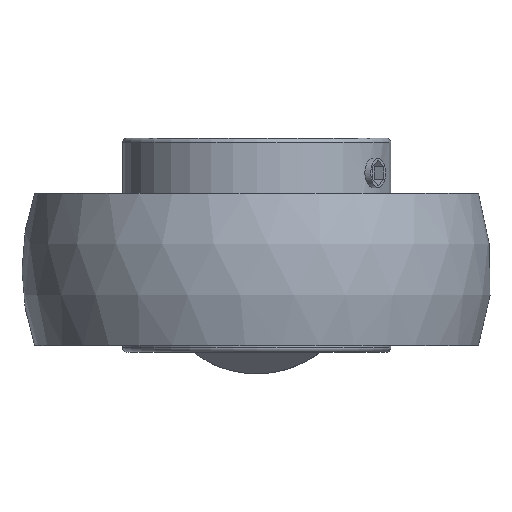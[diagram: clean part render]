
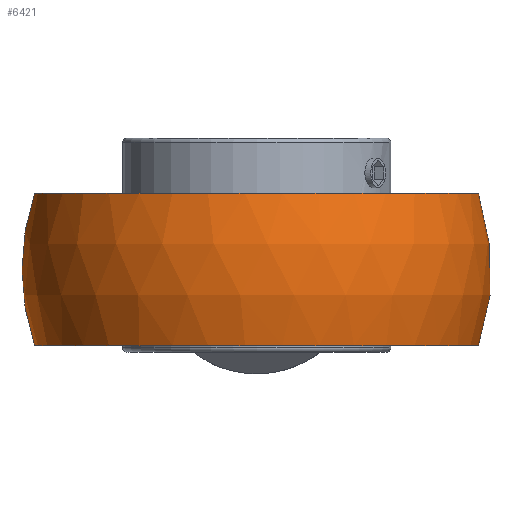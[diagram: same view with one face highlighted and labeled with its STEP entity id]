
A CAD part, front view. The second image highlights one B-rep face of the part: STEP entity #6421.
In plain terms, the highlighted spherical face has radius 54 mm.
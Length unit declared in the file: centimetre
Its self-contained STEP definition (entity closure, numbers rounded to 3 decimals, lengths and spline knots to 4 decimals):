
#6333=CARTESIAN_POINT('',(0.,0.,0.));
#6334=DIRECTION('',(0.,0.,1.));
#6335=DIRECTION('',(1.,0.,0.));
#6336=AXIS2_PLACEMENT_3D('',#6333,#6334,#6335);
#6337=SPHERICAL_SURFACE('',#6336,5.4);
#6338=CARTESIAN_POINT('',(-5.1086,0.,1.75));
#6339=VERTEX_POINT('',#6338);
#6340=CARTESIAN_POINT('',(-5.1086,0.,-1.75));
#6341=VERTEX_POINT('',#6340);
#6342=CARTESIAN_POINT('',(0.,0.,0.));
#6343=DIRECTION('',(-0.,-1.,0.));
#6344=DIRECTION('',(-1.,0.,0.));
#6345=AXIS2_PLACEMENT_3D('',#6342,#6343,#6344);
#6346=CIRCLE('',#6345,5.4);
#6347=EDGE_CURVE('',#6339,#6341,#6346,.T.);
#6348=ORIENTED_EDGE('',*,*,#6347,.T.);
#6349=CARTESIAN_POINT('',(1.6424,4.8374,-1.75));
#6350=VERTEX_POINT('',#6349);
#6351=CARTESIAN_POINT('',(0.,0.,-1.75));
#6352=DIRECTION('',(-0.,-0.,-1.));
#6353=DIRECTION('',(0.,-1.,0.));
#6354=AXIS2_PLACEMENT_3D('',#6351,#6352,#6353);
#6355=CIRCLE('',#6354,5.1086);
#6356=EDGE_CURVE('',#6350,#6341,#6355,.T.);
#6357=ORIENTED_EDGE('',*,*,#6356,.F.);
#6358=CARTESIAN_POINT('',(2.3812,4.8374,-0.3));
#6359=VERTEX_POINT('',#6358);
#6360=CARTESIAN_POINT('',(0.,4.8374,0.));
#6361=DIRECTION('',(-0.,1.,0.));
#6362=DIRECTION('',(1.,0.,0.));
#6363=AXIS2_PLACEMENT_3D('',#6360,#6361,#6362);
#6364=CIRCLE('',#6363,2.4);
#6365=EDGE_CURVE('',#6359,#6350,#6364,.T.);
#6366=ORIENTED_EDGE('',*,*,#6365,.F.);
#6367=CARTESIAN_POINT('',(5.3406,0.74,-0.3));
#6368=VERTEX_POINT('',#6367);
#6369=CARTESIAN_POINT('',(-0.,0.,-0.3));
#6370=DIRECTION('',(-0.,-0.,-1.));
#6371=DIRECTION('',(0.,-1.,0.));
#6372=AXIS2_PLACEMENT_3D('',#6369,#6370,#6371);
#6373=CIRCLE('',#6372,5.3917);
#6374=EDGE_CURVE('',#6359,#6368,#6373,.T.);
#6375=ORIENTED_EDGE('',*,*,#6374,.T.);
#6376=CARTESIAN_POINT('',(5.3491,0.74,-0.));
#6377=VERTEX_POINT('',#6376);
#6378=CARTESIAN_POINT('',(-0.,0.74,0.));
#6379=DIRECTION('',(0.,-1.,-0.));
#6380=DIRECTION('',(0.,-0.,1.));
#6381=AXIS2_PLACEMENT_3D('',#6378,#6379,#6380);
#6382=CIRCLE('',#6381,5.3491);
#6383=EDGE_CURVE('',#6368,#6377,#6382,.T.);
#6384=ORIENTED_EDGE('',*,*,#6383,.T.);
#6385=CARTESIAN_POINT('',(5.3406,0.74,0.3));
#6386=VERTEX_POINT('',#6385);
#6387=CARTESIAN_POINT('',(-0.,0.74,0.));
#6388=DIRECTION('',(0.,-1.,-0.));
#6389=DIRECTION('',(0.,-0.,1.));
#6390=AXIS2_PLACEMENT_3D('',#6387,#6388,#6389);
#6391=CIRCLE('',#6390,5.3491);
#6392=EDGE_CURVE('',#6377,#6386,#6391,.T.);
#6393=ORIENTED_EDGE('',*,*,#6392,.T.);
#6394=CARTESIAN_POINT('',(2.3812,4.8374,0.3));
#6395=VERTEX_POINT('',#6394);
#6396=CARTESIAN_POINT('',(0.,0.,0.3));
#6397=DIRECTION('',(0.,-0.,1.));
#6398=DIRECTION('',(0.,1.,0.));
#6399=AXIS2_PLACEMENT_3D('',#6396,#6397,#6398);
#6400=CIRCLE('',#6399,5.3917);
#6401=EDGE_CURVE('',#6386,#6395,#6400,.T.);
#6402=ORIENTED_EDGE('',*,*,#6401,.T.);
#6403=CARTESIAN_POINT('',(1.6424,4.8374,1.75));
#6404=VERTEX_POINT('',#6403);
#6405=CARTESIAN_POINT('',(0.,4.8374,0.));
#6406=DIRECTION('',(-0.,1.,0.));
#6407=DIRECTION('',(1.,0.,0.));
#6408=AXIS2_PLACEMENT_3D('',#6405,#6406,#6407);
#6409=CIRCLE('',#6408,2.4);
#6410=EDGE_CURVE('',#6404,#6395,#6409,.T.);
#6411=ORIENTED_EDGE('',*,*,#6410,.F.);
#6412=CARTESIAN_POINT('',(0.,0.,1.75));
#6413=DIRECTION('',(0.,-0.,1.));
#6414=DIRECTION('',(0.,1.,0.));
#6415=AXIS2_PLACEMENT_3D('',#6412,#6413,#6414);
#6416=CIRCLE('',#6415,5.1086);
#6417=EDGE_CURVE('',#6339,#6404,#6416,.T.);
#6418=ORIENTED_EDGE('',*,*,#6417,.F.);
#6419=EDGE_LOOP('',(#6348,#6357,#6366,#6375,#6384,#6393,#6402,#6411,#6418));
#6420=FACE_BOUND('',#6419,.T.);
#6421=ADVANCED_FACE('',(#6420),#6337,.T.);
